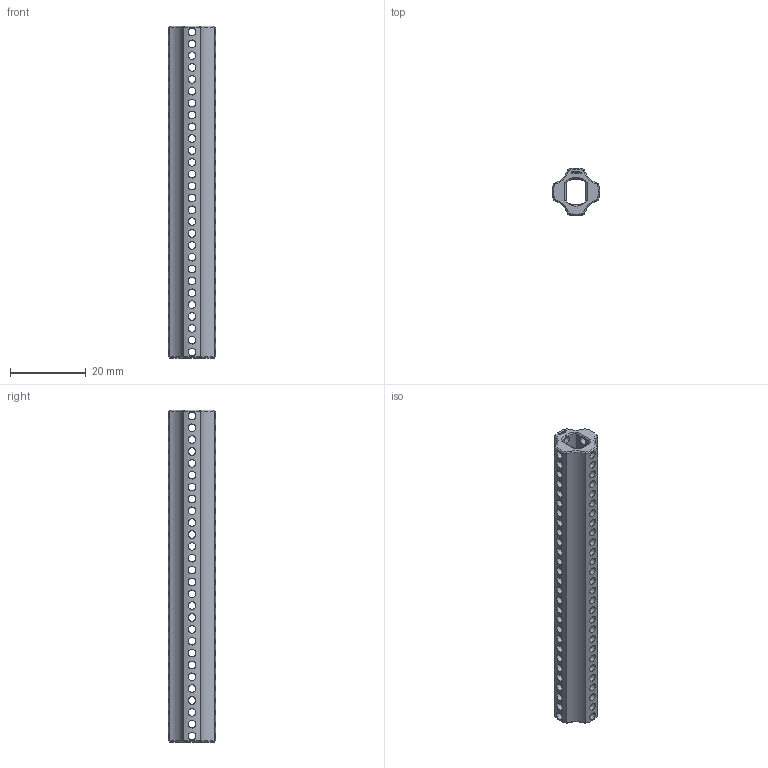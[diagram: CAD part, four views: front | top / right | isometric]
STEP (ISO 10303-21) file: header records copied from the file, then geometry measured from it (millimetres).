
FILE_DESCRIPTION(('FreeCAD Model'),'2;1');
FILE_NAME('Open CASCADE Shape Model','2024-06-16T00:08:31',(''),(''), 'Open CASCADE STEP processor 7.6','FreeCAD','Unknown');
FILE_SCHEMA(('AUTOMOTIVE_DESIGN { 1 0 10303 214 1 1 1 1 }'));
Length unit declared in the file: millimetre
Products named in the file (1): Power-Transmission Hub PLN IDX FXD BU07.00 - SPN-PTH-0028 
(stemfie.org)
Bounding box: 12.5 x 12.5 x 87.5 mm (x, y, z)
Volume: 5220.5 mm3; surface area: 6978.4 mm2
Topology: 1 solids, 1 shells, 619 faces, 1784 edges, 1200 vertices
Faces by surface type: plane 313, extrusion 164, cylinder 122, cone 20
Full cylindrical faces by diameter (mm): 2 x112
Entity records: 28671 total; most frequent: CARTESIAN_POINT 12871, ORIENTED_EDGE 3568, DIRECTION 2428, EDGE_CURVE 1784, VECTOR 1276, VERTEX_POINT 1200, LINE 1112, FACE_BOUND 878
